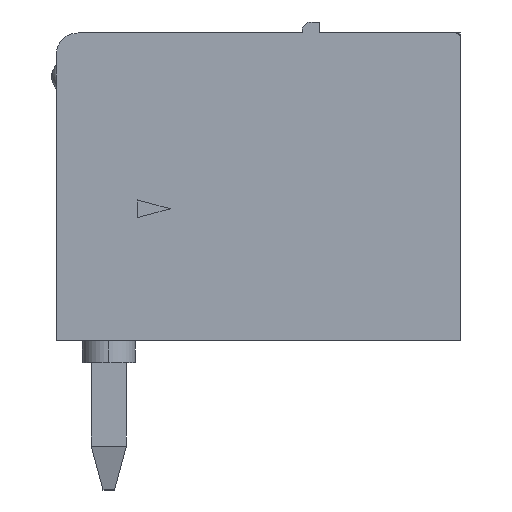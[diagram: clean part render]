
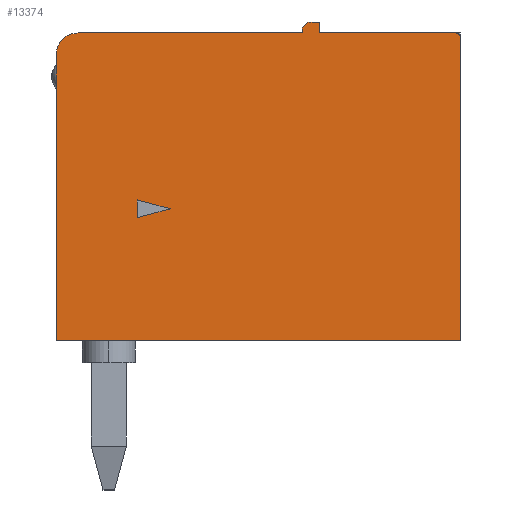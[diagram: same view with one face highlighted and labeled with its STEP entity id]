
A CAD part, left-side view. The second image highlights one B-rep face of the part: STEP entity #13374.
In plain terms, the highlighted planar face has unit normal (-1, 0, 0).
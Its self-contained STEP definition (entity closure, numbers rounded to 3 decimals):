
#4743=CARTESIAN_POINT('',(-12.125,-8.,6.9));
#4744=VERTEX_POINT('',#4743);
#4751=CARTESIAN_POINT('',(-12.125,-8.,0.));
#4752=VERTEX_POINT('',#4751);
#4753=CARTESIAN_POINT('',(-12.125,-8.,6.9));
#4754=DIRECTION('',(0.0,0.0,-1.0));
#4755=VECTOR('',#4754,6.9);
#4756=LINE('',#4753,#4755);
#4757=EDGE_CURVE('',#4744,#4752,#4756,.T.);
#5774=CARTESIAN_POINT('',(-12.125,-4.8,7.));
#5775=VERTEX_POINT('',#5774);
#5790=CARTESIAN_POINT('',(-12.125,-4.8,7.25));
#5791=VERTEX_POINT('',#5790);
#5798=CARTESIAN_POINT('',(-12.125,-4.8,7.25));
#5799=DIRECTION('',(0.0,0.0,-1.0));
#5800=VECTOR('',#5799,0.25);
#5801=LINE('',#5798,#5800);
#5802=EDGE_CURVE('',#5791,#5775,#5801,.T.);
#6016=CARTESIAN_POINT('',(-12.125,-4.4,7.05));
#6017=VERTEX_POINT('',#6016);
#6026=CARTESIAN_POINT('',(-12.125,-4.6,7.25));
#6027=VERTEX_POINT('',#6026);
#6028=CARTESIAN_POINT('',(-12.125,-4.6,7.05));
#6029=DIRECTION('',(-1.0,0.0,0.0));
#6030=DIRECTION('',(0.0,-1.0,0.0));
#6031=AXIS2_PLACEMENT_3D('',#6028,#6029,#6030);
#6032=CIRCLE('',#6031,0.2);
#6033=EDGE_CURVE('',#6027,#6017,#6032,.T.);
#6059=CARTESIAN_POINT('',(-12.125,-7.9,7.));
#6060=VERTEX_POINT('',#6059);
#6061=CARTESIAN_POINT('',(-12.125,-4.8,7.));
#6062=DIRECTION('',(0.0,-1.0,0.0));
#6063=VECTOR('',#6062,3.1);
#6064=LINE('',#6061,#6063);
#6065=EDGE_CURVE('',#5775,#6060,#6064,.T.);
#6526=CARTESIAN_POINT('',(-12.125,-4.6,7.25));
#6527=DIRECTION('',(0.0,-1.0,0.0));
#6528=VECTOR('',#6527,0.2);
#6529=LINE('',#6526,#6528);
#6530=EDGE_CURVE('',#6027,#5791,#6529,.T.);
#6547=CARTESIAN_POINT('',(-12.125,1.2,6.5));
#6548=VERTEX_POINT('',#6547);
#6565=CARTESIAN_POINT('',(-12.125,1.2,0.));
#6566=VERTEX_POINT('',#6565);
#6573=CARTESIAN_POINT('',(-12.125,1.2,0.));
#6574=DIRECTION('',(0.0,0.0,1.0));
#6575=VECTOR('',#6574,6.5);
#6576=LINE('',#6573,#6575);
#6577=EDGE_CURVE('',#6566,#6548,#6576,.T.);
#6863=CARTESIAN_POINT('',(-12.125,-4.4,7.));
#6864=VERTEX_POINT('',#6863);
#6873=CARTESIAN_POINT('',(-12.125,-4.4,7.));
#6874=DIRECTION('',(0.0,0.0,1.0));
#6875=VECTOR('',#6874,0.05);
#6876=LINE('',#6873,#6875);
#6877=EDGE_CURVE('',#6864,#6017,#6876,.T.);
#6964=CARTESIAN_POINT('',(-12.125,0.7,7.));
#6965=VERTEX_POINT('',#6964);
#6974=CARTESIAN_POINT('',(-12.125,0.7,7.));
#6975=DIRECTION('',(0.0,-1.0,0.0));
#6976=VECTOR('',#6975,5.1);
#6977=LINE('',#6974,#6976);
#6978=EDGE_CURVE('',#6965,#6864,#6977,.T.);
#7025=CARTESIAN_POINT('',(-12.125,0.7,6.5));
#7026=DIRECTION('',(-1.0,0.0,0.0));
#7027=DIRECTION('',(0.0,-1.0,0.0));
#7028=AXIS2_PLACEMENT_3D('',#7025,#7026,#7027);
#7029=CIRCLE('',#7028,0.5);
#7030=EDGE_CURVE('',#6965,#6548,#7029,.T.);
#7101=CARTESIAN_POINT('',(-12.125,-7.9,6.9));
#7102=DIRECTION('',(-1.0,0.0,0.0));
#7103=DIRECTION('',(0.0,-1.0,0.0));
#7104=AXIS2_PLACEMENT_3D('',#7101,#7102,#7103);
#7105=CIRCLE('',#7104,0.1);
#7106=EDGE_CURVE('',#4744,#6060,#7105,.T.);
#7166=CARTESIAN_POINT('',(-12.125,-0.65,2.799));
#7167=VERTEX_POINT('',#7166);
#7184=CARTESIAN_POINT('',(-12.125,-0.65,3.201));
#7185=VERTEX_POINT('',#7184);
#7192=CARTESIAN_POINT('',(-12.125,-0.65,3.201));
#7193=DIRECTION('',(0.0,0.0,-1.0));
#7194=VECTOR('',#7193,0.402);
#7195=LINE('',#7192,#7194);
#7196=EDGE_CURVE('',#7185,#7167,#7195,.T.);
#7206=CARTESIAN_POINT('',(-12.125,-1.4,3.));
#7207=VERTEX_POINT('',#7206);
#7223=CARTESIAN_POINT('',(-12.125,-0.65,2.799));
#7224=DIRECTION('',(0.0,-0.966,0.259));
#7225=VECTOR('',#7224,0.776);
#7226=LINE('',#7223,#7225);
#7227=EDGE_CURVE('',#7167,#7207,#7226,.T.);
#7245=CARTESIAN_POINT('',(-12.125,-1.4,3.));
#7246=DIRECTION('',(0.0,0.966,0.259));
#7247=VECTOR('',#7246,0.776);
#7248=LINE('',#7245,#7247);
#7249=EDGE_CURVE('',#7207,#7185,#7248,.T.);
#13346=CARTESIAN_POINT('',(-12.125,1.66,-0.363));
#13347=DIRECTION('',(-1.0,0.0,0.0));
#13348=DIRECTION('',(0.0,-1.0,0.0));
#13349=AXIS2_PLACEMENT_3D('',#13346,#13347,#13348);
#13350=PLANE('',#13349);
#13351=ORIENTED_EDGE('',*,*,#6577,.F.);
#13352=CARTESIAN_POINT('',(-12.125,1.2,0.));
#13353=DIRECTION('',(0.0,-1.0,0.0));
#13354=VECTOR('',#13353,9.2);
#13355=LINE('',#13352,#13354);
#13356=EDGE_CURVE('',#6566,#4752,#13355,.T.);
#13357=ORIENTED_EDGE('',*,*,#13356,.T.);
#13358=ORIENTED_EDGE('',*,*,#4757,.F.);
#13359=ORIENTED_EDGE('',*,*,#7106,.T.);
#13360=ORIENTED_EDGE('',*,*,#6065,.F.);
#13361=ORIENTED_EDGE('',*,*,#5802,.F.);
#13362=ORIENTED_EDGE('',*,*,#6530,.F.);
#13363=ORIENTED_EDGE('',*,*,#6033,.T.);
#13364=ORIENTED_EDGE('',*,*,#6877,.F.);
#13365=ORIENTED_EDGE('',*,*,#6978,.F.);
#13366=ORIENTED_EDGE('',*,*,#7030,.T.);
#13367=EDGE_LOOP('',(#13351,#13357,#13358,#13359,#13360,#13361,#13362,#13363,#13364,#13365,#13366));
#13368=FACE_OUTER_BOUND('',#13367,.T.);
#13369=ORIENTED_EDGE('',*,*,#7196,.F.);
#13370=ORIENTED_EDGE('',*,*,#7249,.F.);
#13371=ORIENTED_EDGE('',*,*,#7227,.F.);
#13372=EDGE_LOOP('',(#13369,#13370,#13371));
#13373=FACE_BOUND('',#13372,.T.);
#13374=ADVANCED_FACE('',(#13368,#13373),#13350,.T.);
